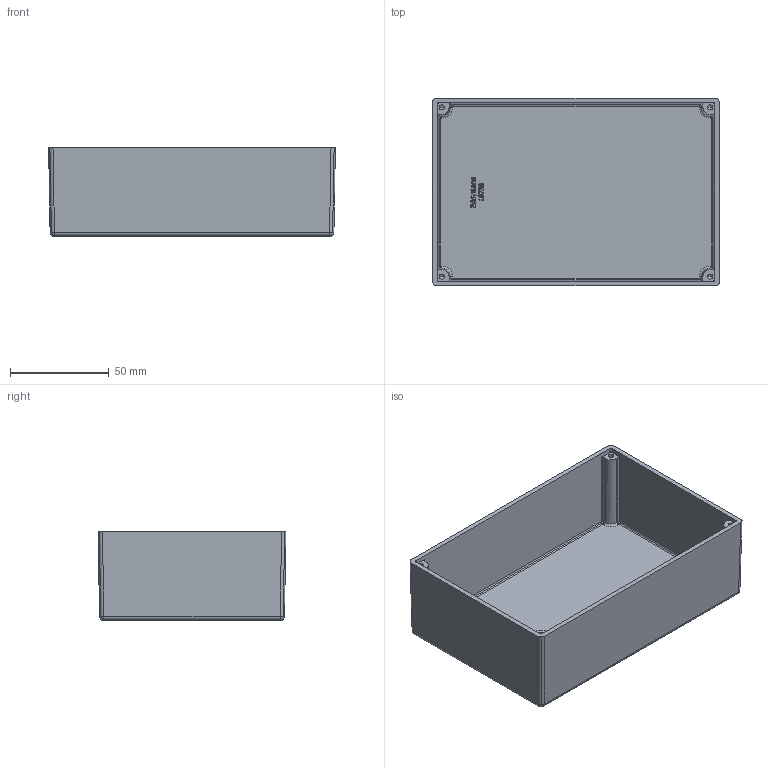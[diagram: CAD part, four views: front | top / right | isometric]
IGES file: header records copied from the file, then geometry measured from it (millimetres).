
Global section: file name: No Iges File Name specified; native system: AutoDesk Inventor R10; preprocessor: AutoDesk Inventor Iges Exporter R10; author: No Author specified; organization: No Organization specified; date: 20051003.100628; units: millimetre
Bounding box: 145 x 95 x 45 mm (x, y, z)
Volume: 82869.7 mm3; surface area: 66986.1 mm2
Topology: 1 solids, 1 shells, 347 faces, 929 edges, 590 vertices
Faces by surface type: bspline 143, plane 132, revolution 48, cylinder 16, cone 4, sphere 4
